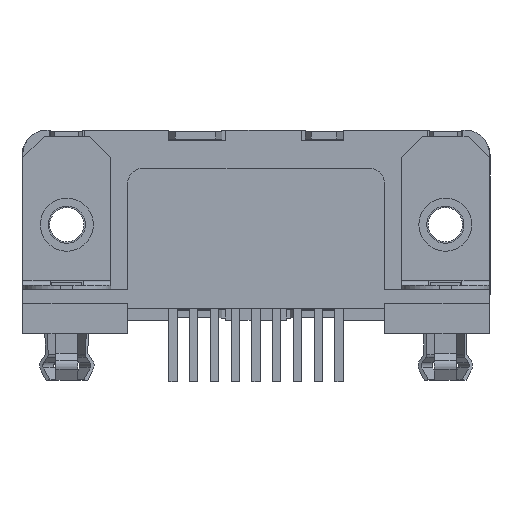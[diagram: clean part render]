
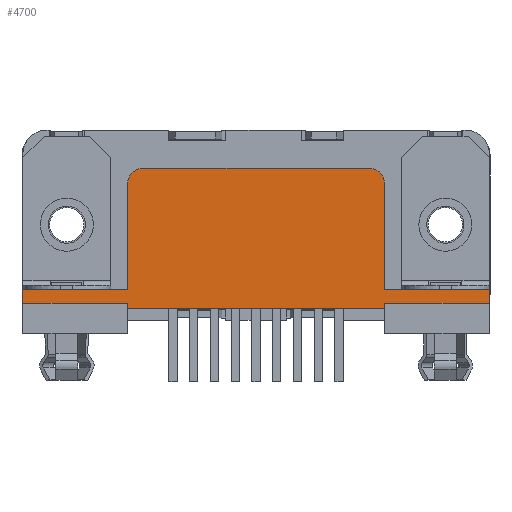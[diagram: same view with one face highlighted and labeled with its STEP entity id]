
A CAD part, front view. The second image highlights one B-rep face of the part: STEP entity #4700.
In plain terms, the highlighted planar face has unit normal (0, -1, 0).
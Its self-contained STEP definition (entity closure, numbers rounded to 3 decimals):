
#4219=CARTESIAN_POINT('',(-8.48,-3.05,9.92));
#4220=VERTEX_POINT('',#4219);
#4227=CARTESIAN_POINT('',(-7.48,-3.05,10.92));
#4228=VERTEX_POINT('',#4227);
#4229=CARTESIAN_POINT('',(-7.48,-3.05,9.92));
#4230=DIRECTION('',(0.,-1.0,0.));
#4231=DIRECTION('',(-0.707,0.,0.707));
#4232=AXIS2_PLACEMENT_3D('',#4229,#4230,#4231);
#4233=CIRCLE('',#4232,1.);
#4234=EDGE_CURVE('',#4228,#4220,#4233,.T.);
#4258=CARTESIAN_POINT('',(-8.48,-3.05,2.9));
#4259=VERTEX_POINT('',#4258);
#4266=CARTESIAN_POINT('',(-8.48,-3.05,9.92));
#4267=DIRECTION('',(0.0,0.0,-1.0));
#4268=VECTOR('',#4267,7.02);
#4269=LINE('',#4266,#4268);
#4270=EDGE_CURVE('',#4220,#4259,#4269,.T.);
#4289=CARTESIAN_POINT('',(-15.405,-3.05,2.9));
#4290=VERTEX_POINT('',#4289);
#4297=CARTESIAN_POINT('',(-8.48,-3.05,2.9));
#4298=DIRECTION('',(-1.0,0.0,0.0));
#4299=VECTOR('',#4298,6.925);
#4300=LINE('',#4297,#4299);
#4301=EDGE_CURVE('',#4259,#4290,#4300,.T.);
#4324=CARTESIAN_POINT('',(-15.405,-3.05,2.));
#4325=VERTEX_POINT('',#4324);
#4332=CARTESIAN_POINT('',(-15.405,-3.05,2.9));
#4333=DIRECTION('',(0.0,0.0,-1.0));
#4334=VECTOR('',#4333,0.9);
#4335=LINE('',#4332,#4334);
#4336=EDGE_CURVE('',#4290,#4325,#4335,.T.);
#4355=CARTESIAN_POINT('',(-8.48,-3.05,2.));
#4356=VERTEX_POINT('',#4355);
#4363=CARTESIAN_POINT('',(-15.405,-3.05,2.));
#4364=DIRECTION('',(1.0,0.0,0.0));
#4365=VECTOR('',#4364,6.925);
#4366=LINE('',#4363,#4365);
#4367=EDGE_CURVE('',#4325,#4356,#4366,.T.);
#4390=CARTESIAN_POINT('',(-8.48,-3.05,1.7));
#4391=VERTEX_POINT('',#4390);
#4398=CARTESIAN_POINT('',(-8.48,-3.05,2.));
#4399=DIRECTION('',(0.0,0.0,-1.0));
#4400=VECTOR('',#4399,0.3);
#4401=LINE('',#4398,#4400);
#4402=EDGE_CURVE('',#4356,#4391,#4401,.T.);
#4421=CARTESIAN_POINT('',(8.48,-3.05,1.7));
#4422=VERTEX_POINT('',#4421);
#4429=CARTESIAN_POINT('',(-8.48,-3.05,1.7));
#4430=DIRECTION('',(1.0,0.0,0.0));
#4431=VECTOR('',#4430,16.96);
#4432=LINE('',#4429,#4431);
#4433=EDGE_CURVE('',#4391,#4422,#4432,.T.);
#4452=CARTESIAN_POINT('',(8.48,-3.05,2.));
#4453=VERTEX_POINT('',#4452);
#4460=CARTESIAN_POINT('',(8.48,-3.05,1.7));
#4461=DIRECTION('',(0.0,0.0,1.0));
#4462=VECTOR('',#4461,0.3);
#4463=LINE('',#4460,#4462);
#4464=EDGE_CURVE('',#4422,#4453,#4463,.T.);
#4483=CARTESIAN_POINT('',(15.405,-3.05,2.));
#4484=VERTEX_POINT('',#4483);
#4491=CARTESIAN_POINT('',(8.48,-3.05,2.));
#4492=DIRECTION('',(1.0,0.0,0.0));
#4493=VECTOR('',#4492,6.925);
#4494=LINE('',#4491,#4493);
#4495=EDGE_CURVE('',#4453,#4484,#4494,.T.);
#4518=CARTESIAN_POINT('',(15.405,-3.05,2.9));
#4519=VERTEX_POINT('',#4518);
#4526=CARTESIAN_POINT('',(15.405,-3.05,2.));
#4527=DIRECTION('',(0.0,0.0,1.0));
#4528=VECTOR('',#4527,0.9);
#4529=LINE('',#4526,#4528);
#4530=EDGE_CURVE('',#4484,#4519,#4529,.T.);
#4549=CARTESIAN_POINT('',(8.48,-3.05,2.9));
#4550=VERTEX_POINT('',#4549);
#4557=CARTESIAN_POINT('',(15.405,-3.05,2.9));
#4558=DIRECTION('',(-1.0,0.0,0.0));
#4559=VECTOR('',#4558,6.925);
#4560=LINE('',#4557,#4559);
#4561=EDGE_CURVE('',#4519,#4550,#4560,.T.);
#4584=CARTESIAN_POINT('',(8.48,-3.05,9.92));
#4585=VERTEX_POINT('',#4584);
#4592=CARTESIAN_POINT('',(8.48,-3.05,2.9));
#4593=DIRECTION('',(0.0,0.0,1.0));
#4594=VECTOR('',#4593,7.02);
#4595=LINE('',#4592,#4594);
#4596=EDGE_CURVE('',#4550,#4585,#4595,.T.);
#4616=CARTESIAN_POINT('',(7.48,-3.05,10.92));
#4617=VERTEX_POINT('',#4616);
#4624=CARTESIAN_POINT('',(7.48,-3.05,9.92));
#4625=DIRECTION('',(0.,-1.0,0.));
#4626=DIRECTION('',(0.707,0.,0.707));
#4627=AXIS2_PLACEMENT_3D('',#4624,#4625,#4626);
#4628=CIRCLE('',#4627,1.0);
#4629=EDGE_CURVE('',#4585,#4617,#4628,.T.);
#4647=CARTESIAN_POINT('',(7.48,-3.05,10.92));
#4648=DIRECTION('',(-1.0,0.0,0.0));
#4649=VECTOR('',#4648,14.96);
#4650=LINE('',#4647,#4649);
#4651=EDGE_CURVE('',#4617,#4228,#4650,.T.);
#4679=CARTESIAN_POINT('',(0.,-3.05,4.908));
#4680=DIRECTION('',(0.0,1.0,0.0));
#4681=DIRECTION('',(0.0,0.0,1.0));
#4682=AXIS2_PLACEMENT_3D('',#4679,#4680,#4681);
#4683=PLANE('',#4682);
#4684=ORIENTED_EDGE('',*,*,#4651,.T.);
#4685=ORIENTED_EDGE('',*,*,#4234,.T.);
#4686=ORIENTED_EDGE('',*,*,#4270,.T.);
#4687=ORIENTED_EDGE('',*,*,#4301,.T.);
#4688=ORIENTED_EDGE('',*,*,#4336,.T.);
#4689=ORIENTED_EDGE('',*,*,#4367,.T.);
#4690=ORIENTED_EDGE('',*,*,#4402,.T.);
#4691=ORIENTED_EDGE('',*,*,#4433,.T.);
#4692=ORIENTED_EDGE('',*,*,#4464,.T.);
#4693=ORIENTED_EDGE('',*,*,#4495,.T.);
#4694=ORIENTED_EDGE('',*,*,#4530,.T.);
#4695=ORIENTED_EDGE('',*,*,#4561,.T.);
#4696=ORIENTED_EDGE('',*,*,#4596,.T.);
#4697=ORIENTED_EDGE('',*,*,#4629,.T.);
#4698=EDGE_LOOP('',(#4684,#4685,#4686,#4687,#4688,#4689,#4690,#4691,#4692,#4693,#4694,#4695,#4696,#4697));
#4699=FACE_OUTER_BOUND('',#4698,.T.);
#4700=ADVANCED_FACE('',(#4699),#4683,.F.);
